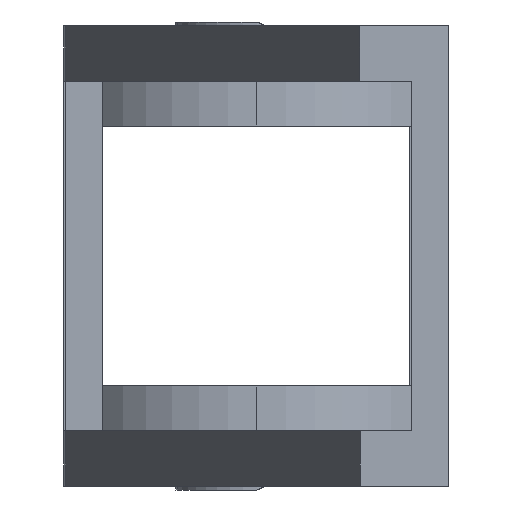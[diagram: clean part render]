
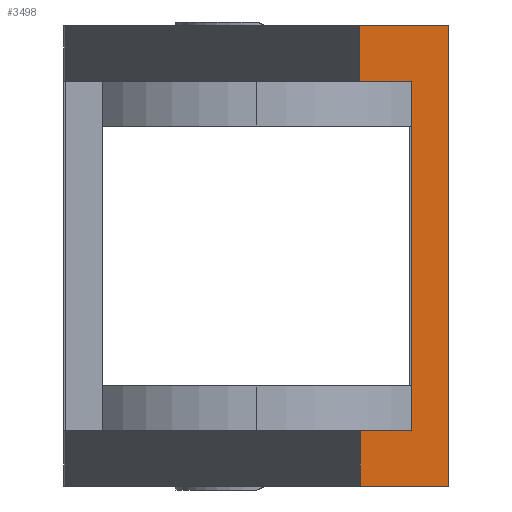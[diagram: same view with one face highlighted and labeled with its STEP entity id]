
A CAD part, left-side view. The second image highlights one B-rep face of the part: STEP entity #3498.
In plain terms, the highlighted planar face has unit normal (-1, 0, 0).
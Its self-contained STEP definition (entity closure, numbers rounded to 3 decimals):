
#93=PLANE('',#3752);
#387=FACE_OUTER_BOUND('',#576,.T.);
#576=EDGE_LOOP('',(#2505,#2506,#2507,#2508,#2509,#2510,#2511,#2512));
#779=LINE('',#5069,#1163);
#786=LINE('',#5086,#1170);
#787=LINE('',#5088,#1171);
#795=LINE('',#5117,#1179);
#798=LINE('',#5130,#1182);
#802=LINE('',#5136,#1186);
#810=LINE('',#5161,#1194);
#811=LINE('',#5162,#1195);
#1163=VECTOR('',#4026,1.);
#1170=VECTOR('',#4039,1.);
#1171=VECTOR('',#4042,1.);
#1179=VECTOR('',#4070,10.);
#1182=VECTOR('',#4081,1.);
#1186=VECTOR('',#4087,1.);
#1194=VECTOR('',#4115,1.);
#1195=VECTOR('',#4116,1.);
#1573=VERTEX_POINT('',#5065);
#1575=VERTEX_POINT('',#5068);
#1580=VERTEX_POINT('',#5080);
#1582=VERTEX_POINT('',#5084);
#1588=VERTEX_POINT('',#5105);
#1593=VERTEX_POINT('',#5115);
#1598=VERTEX_POINT('',#5128);
#1599=VERTEX_POINT('',#5129);
#1916=EDGE_CURVE('',#1575,#1573,#779,.T.);
#1925=EDGE_CURVE('',#1580,#1582,#786,.T.);
#1926=EDGE_CURVE('',#1582,#1575,#787,.T.);
#1940=EDGE_CURVE('',#1588,#1593,#795,.T.);
#1945=EDGE_CURVE('',#1598,#1599,#798,.T.);
#1949=EDGE_CURVE('',#1593,#1598,#802,.T.);
#1962=EDGE_CURVE('',#1599,#1580,#810,.T.);
#1963=EDGE_CURVE('',#1588,#1573,#811,.T.);
#2505=ORIENTED_EDGE('',*,*,#1962,.T.);
#2506=ORIENTED_EDGE('',*,*,#1925,.T.);
#2507=ORIENTED_EDGE('',*,*,#1926,.T.);
#2508=ORIENTED_EDGE('',*,*,#1916,.T.);
#2509=ORIENTED_EDGE('',*,*,#1963,.F.);
#2510=ORIENTED_EDGE('',*,*,#1940,.T.);
#2511=ORIENTED_EDGE('',*,*,#1949,.T.);
#2512=ORIENTED_EDGE('',*,*,#1945,.T.);
#3498=ADVANCED_FACE('',(#387),#93,.F.);
#3752=AXIS2_PLACEMENT_3D('',#5160,#4113,#4114);
#4026=DIRECTION('',(0.,-1.,0.));
#4039=DIRECTION('',(0.,1.,0.));
#4042=DIRECTION('',(0.,0.,-1.));
#4070=DIRECTION('',(0.,1.,0.));
#4081=DIRECTION('',(0.,-1.,0.));
#4087=DIRECTION('',(0.,0.,-1.));
#4113=DIRECTION('center_axis',(1.,0.,0.));
#4114=DIRECTION('ref_axis',(0.,0.,-1.));
#4115=DIRECTION('',(0.,0.,1.));
#4116=DIRECTION('',(0.,0.,1.));
#5065=CARTESIAN_POINT('',(899.167,199.95,0.));
#5068=CARTESIAN_POINT('',(899.167,201.334,0.));
#5069=CARTESIAN_POINT('',(899.167,202.274,0.));
#5080=CARTESIAN_POINT('',(899.167,198.95,1.5));
#5084=CARTESIAN_POINT('',(899.167,201.334,1.5));
#5086=CARTESIAN_POINT('',(899.167,202.217,1.5));
#5088=CARTESIAN_POINT('',(899.167,201.334,-1.975));
#5105=CARTESIAN_POINT('',(899.167,199.95,-9.4));
#5115=CARTESIAN_POINT('',(899.167,201.323,-9.4));
#5117=CARTESIAN_POINT('',(899.167,202.245,-9.4));
#5128=CARTESIAN_POINT('',(899.167,201.323,-10.9));
#5129=CARTESIAN_POINT('',(899.167,198.95,-10.9));
#5130=CARTESIAN_POINT('',(899.167,202.217,-10.9));
#5136=CARTESIAN_POINT('',(899.167,201.323,-7.425));
#5160=CARTESIAN_POINT('Origin',(899.167,200.389,-4.7));
#5161=CARTESIAN_POINT('',(899.167,198.95,-4.7));
#5162=CARTESIAN_POINT('',(899.167,199.95,-4.7));
